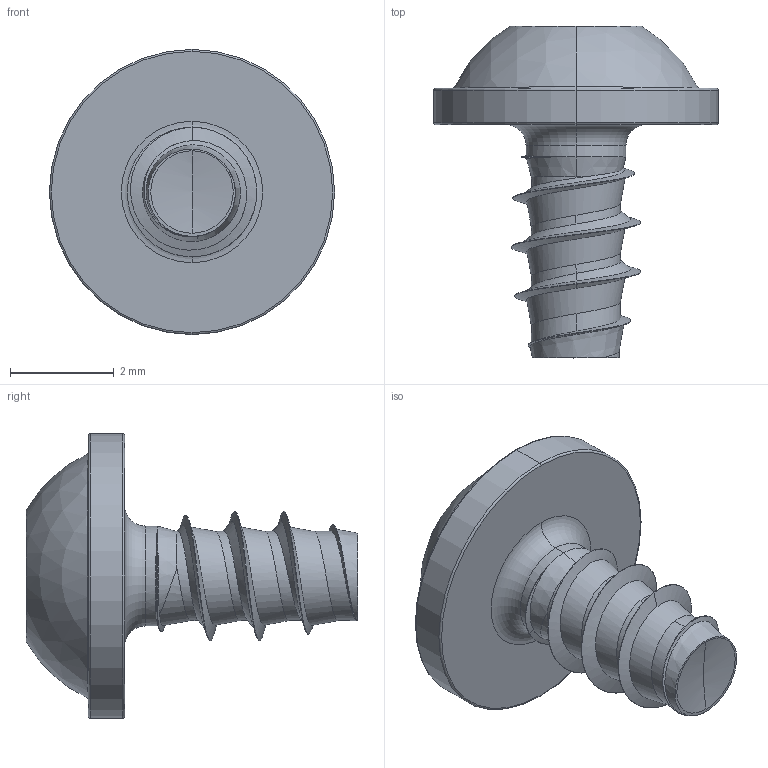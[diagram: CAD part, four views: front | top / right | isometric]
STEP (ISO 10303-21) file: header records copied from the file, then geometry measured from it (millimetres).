
FILE_DESCRIPTION (( 'STEP AP203' ), '1' );
FILE_NAME ('STP380250045.STEP', '2017-08-15T17:28:05', ( '' ), ( '' ), 'SwSTEP 2.0', 'SolidWorks 2015', '' );
FILE_SCHEMA (( 'CONFIG_CONTROL_DESIGN' ));
Length unit declared in the file: millimetre
Products named in the file (1): STP380250045
Bounding box: 5.5 x 6.4 x 5.5 mm (x, y, z)
Volume: 39.4 mm3; surface area: 108.9 mm2
Topology: 1 solids, 1 shells, 93 faces, 222 edges, 132 vertices
Faces by surface type: bspline 35, cylinder 33, cone 10, torus 8, sphere 4, plane 3
Entity records: 9961 total; most frequent: CARTESIAN_POINT 8048, ORIENTED_EDGE 440, DIRECTION 301, EDGE_CURVE 220, VERTEX_POINT 132, AXIS2_PLACEMENT_3D 127, B_SPLINE_CURVE_WITH_KNOTS 97, EDGE_LOOP 96
